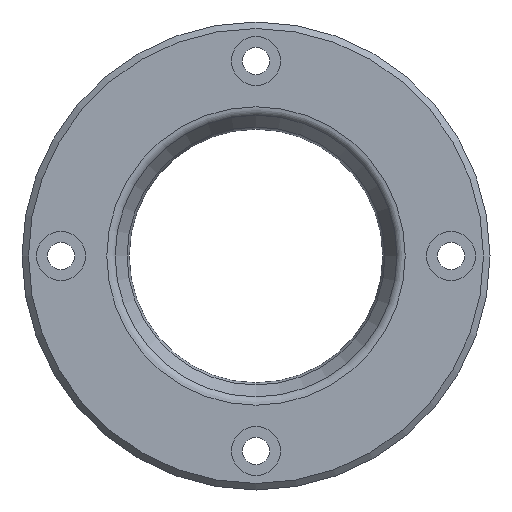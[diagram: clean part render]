
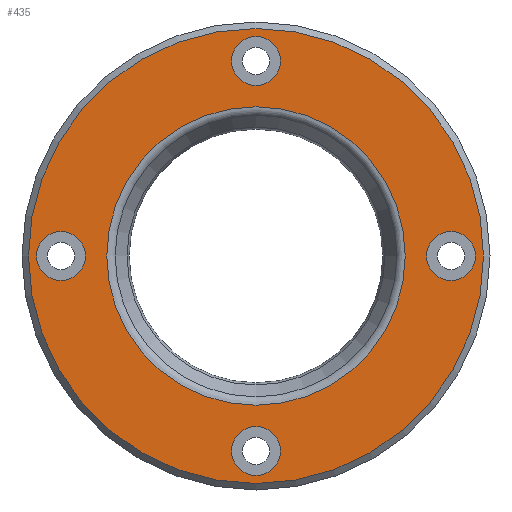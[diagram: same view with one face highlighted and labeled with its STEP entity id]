
A CAD part, front view. The second image highlights one B-rep face of the part: STEP entity #435.
In plain terms, the highlighted planar face has unit normal (0, -1, 0).
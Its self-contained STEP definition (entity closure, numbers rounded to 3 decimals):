
#13 = CARTESIAN_POINT ( 'NONE',  ( 0., 0., -67.5 ) ) ;
#17 = DIRECTION ( 'NONE',  ( 0., 1., 0. ) ) ;
#45 = EDGE_LOOP ( 'NONE', ( #257 ) ) ;
#49 = AXIS2_PLACEMENT_3D ( 'NONE', #185, #461, #506 ) ;
#54 = CARTESIAN_POINT ( 'NONE',  ( 60., 0., -7.5 ) ) ;
#74 = FACE_BOUND ( 'NONE', #166, .T. ) ;
#97 = CIRCLE ( 'NONE', #179, 7.5 ) ;
#102 = CARTESIAN_POINT ( 'NONE',  ( 0., 0., 45.928 ) ) ;
#112 = DIRECTION ( 'NONE',  ( 0., 0., 1. ) ) ;
#113 = EDGE_LOOP ( 'NONE', ( #580 ) ) ;
#127 = AXIS2_PLACEMENT_3D ( 'NONE', #177, #543, #313 ) ;
#153 = VERTEX_POINT ( 'NONE', #209 ) ;
#166 = EDGE_LOOP ( 'NONE', ( #550 ) ) ;
#167 = CIRCLE ( 'NONE', #127, 45.928 ) ;
#170 = FACE_OUTER_BOUND ( 'NONE', #423, .T. ) ;
#172 = PLANE ( 'NONE',  #457 ) ;
#174 = EDGE_CURVE ( 'NONE', #422, #422, #97, .T. ) ;
#177 = CARTESIAN_POINT ( 'NONE',  ( 0., 0., 0. ) ) ;
#179 = AXIS2_PLACEMENT_3D ( 'NONE', #511, #227, #509 ) ;
#185 = CARTESIAN_POINT ( 'NONE',  ( 0., 0., 60. ) ) ;
#186 = ORIENTED_EDGE ( 'NONE', *, *, #583, .F. ) ;
#201 = VERTEX_POINT ( 'NONE', #102 ) ;
#209 = CARTESIAN_POINT ( 'NONE',  ( 0., 0., 70. ) ) ;
#215 = FACE_BOUND ( 'NONE', #596, .T. ) ;
#217 = CIRCLE ( 'NONE', #603, 7.5 ) ;
#222 = CARTESIAN_POINT ( 'NONE',  ( 0., 0., -60. ) ) ;
#227 = DIRECTION ( 'NONE',  ( 0., -1., 0. ) ) ;
#256 = AXIS2_PLACEMENT_3D ( 'NONE', #346, #17, #112 ) ;
#257 = ORIENTED_EDGE ( 'NONE', *, *, #174, .F. ) ;
#262 = ORIENTED_EDGE ( 'NONE', *, *, #386, .T. ) ;
#313 = DIRECTION ( 'NONE',  ( 0., 0., 1. ) ) ;
#316 = FACE_BOUND ( 'NONE', #113, .T. ) ;
#345 = CARTESIAN_POINT ( 'NONE',  ( -60., 0., -7.5 ) ) ;
#346 = CARTESIAN_POINT ( 'NONE',  ( 0., 0., 0. ) ) ;
#366 = CIRCLE ( 'NONE', #49, 7.5 ) ;
#377 = VERTEX_POINT ( 'NONE', #526 ) ;
#386 = EDGE_CURVE ( 'NONE', #201, #201, #167, .T. ) ;
#395 = DIRECTION ( 'NONE',  ( 0., 0., 1. ) ) ;
#401 = FACE_BOUND ( 'NONE', #45, .T. ) ;
#403 = CARTESIAN_POINT ( 'NONE',  ( 60., 0., 0. ) ) ;
#411 = EDGE_CURVE ( 'NONE', #434, #434, #217, .T. ) ;
#416 = EDGE_LOOP ( 'NONE', ( #548 ) ) ;
#422 = VERTEX_POINT ( 'NONE', #345 ) ;
#423 = EDGE_LOOP ( 'NONE', ( #186 ) ) ;
#434 = VERTEX_POINT ( 'NONE', #13 ) ;
#435 = ADVANCED_FACE ( 'NONE', ( #316, #401, #540, #74, #170, #215 ), #172, .F. ) ;
#457 = AXIS2_PLACEMENT_3D ( 'NONE', #537, #490, #395 ) ;
#461 = DIRECTION ( 'NONE',  ( 0., -1., 0. ) ) ;
#470 = VERTEX_POINT ( 'NONE', #54 ) ;
#480 = CIRCLE ( 'NONE', #256, 70. ) ;
#490 = DIRECTION ( 'NONE',  ( 0., 1., 0. ) ) ;
#494 = DIRECTION ( 'NONE',  ( 0., -1., 0. ) ) ;
#496 = DIRECTION ( 'NONE',  ( 0., 0., -1. ) ) ;
#506 = DIRECTION ( 'NONE',  ( 0., 0., -1. ) ) ;
#509 = DIRECTION ( 'NONE',  ( 0., 0., -1. ) ) ;
#511 = CARTESIAN_POINT ( 'NONE',  ( -60., 0., 0. ) ) ;
#526 = CARTESIAN_POINT ( 'NONE',  ( 0., 0., 52.5 ) ) ;
#537 = CARTESIAN_POINT ( 'NONE',  ( 45.928, 0., 0. ) ) ;
#540 = FACE_BOUND ( 'NONE', #416, .T. ) ;
#543 = DIRECTION ( 'NONE',  ( 0., 1., 0. ) ) ;
#544 = AXIS2_PLACEMENT_3D ( 'NONE', #403, #589, #496 ) ;
#548 = ORIENTED_EDGE ( 'NONE', *, *, #411, .F. ) ;
#550 = ORIENTED_EDGE ( 'NONE', *, *, #556, .F. ) ;
#556 = EDGE_CURVE ( 'NONE', #470, #470, #574, .T. ) ;
#574 = CIRCLE ( 'NONE', #544, 7.5 ) ;
#580 = ORIENTED_EDGE ( 'NONE', *, *, #591, .F. ) ;
#583 = EDGE_CURVE ( 'NONE', #153, #153, #480, .T. ) ;
#589 = DIRECTION ( 'NONE',  ( 0., -1., 0. ) ) ;
#591 = EDGE_CURVE ( 'NONE', #377, #377, #366, .T. ) ;
#592 = DIRECTION ( 'NONE',  ( 0., 0., -1. ) ) ;
#596 = EDGE_LOOP ( 'NONE', ( #262 ) ) ;
#603 = AXIS2_PLACEMENT_3D ( 'NONE', #222, #494, #592 ) ;
